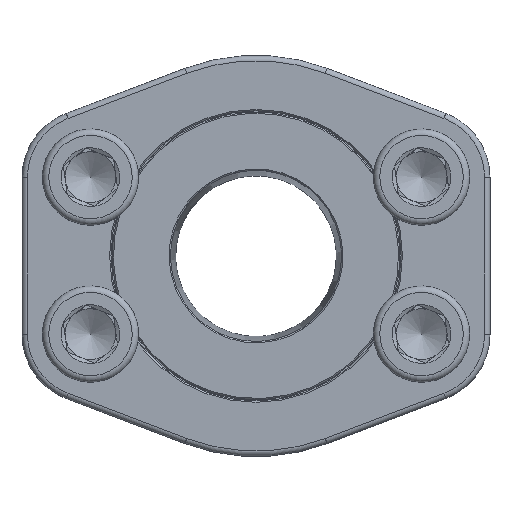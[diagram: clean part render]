
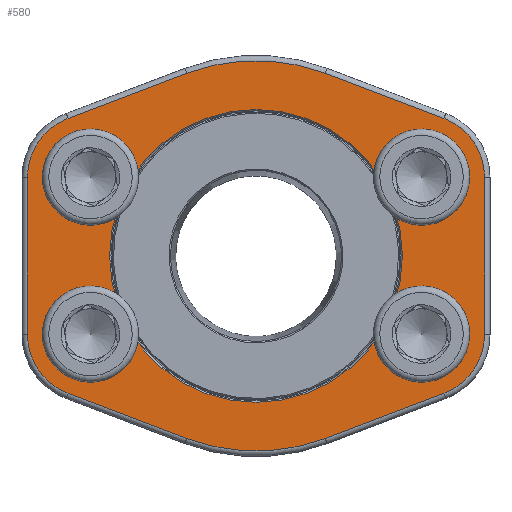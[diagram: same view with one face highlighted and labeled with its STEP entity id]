
A CAD part, top view. The second image highlights one B-rep face of the part: STEP entity #580.
In plain terms, the highlighted face is planar.
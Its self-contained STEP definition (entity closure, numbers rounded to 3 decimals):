
#210=LINE('',#3138,#270);
#211=LINE('',#3143,#271);
#212=LINE('',#3147,#272);
#213=LINE('',#3151,#273);
#214=LINE('',#3155,#274);
#215=LINE('',#3159,#275);
#270=VECTOR('',#2446,1.);
#271=VECTOR('',#2449,1.);
#272=VECTOR('',#2452,1.);
#273=VECTOR('',#2455,1.);
#274=VECTOR('',#2458,1.);
#275=VECTOR('',#2461,1.);
#436=FACE_BOUND('',#835,.T.);
#437=FACE_BOUND('',#836,.T.);
#438=FACE_BOUND('',#837,.T.);
#439=FACE_BOUND('',#838,.T.);
#440=FACE_BOUND('',#839,.T.);
#441=FACE_BOUND('',#840,.T.);
#580=ADVANCED_FACE('',(#436,#437,#438,#439,#440,#441),#671,.T.);
#671=PLANE('',#2001);
#835=EDGE_LOOP('',(#1186));
#836=EDGE_LOOP('',(#1187));
#837=EDGE_LOOP('',(#1188));
#838=EDGE_LOOP('',(#1189));
#839=EDGE_LOOP('',(#1190,#1191,#1192,#1193,#1194,#1195,#1196,#1197,#1198,
#1199,#1200,#1201));
#840=EDGE_LOOP('',(#1202));
#1186=ORIENTED_EDGE('',*,*,#1663,.T.);
#1187=ORIENTED_EDGE('',*,*,#1664,.T.);
#1188=ORIENTED_EDGE('',*,*,#1665,.T.);
#1189=ORIENTED_EDGE('',*,*,#1666,.T.);
#1190=ORIENTED_EDGE('',*,*,#1667,.T.);
#1191=ORIENTED_EDGE('',*,*,#1668,.T.);
#1192=ORIENTED_EDGE('',*,*,#1669,.T.);
#1193=ORIENTED_EDGE('',*,*,#1670,.T.);
#1194=ORIENTED_EDGE('',*,*,#1671,.T.);
#1195=ORIENTED_EDGE('',*,*,#1672,.T.);
#1196=ORIENTED_EDGE('',*,*,#1673,.T.);
#1197=ORIENTED_EDGE('',*,*,#1674,.T.);
#1198=ORIENTED_EDGE('',*,*,#1675,.T.);
#1199=ORIENTED_EDGE('',*,*,#1676,.T.);
#1200=ORIENTED_EDGE('',*,*,#1677,.T.);
#1201=ORIENTED_EDGE('',*,*,#1678,.T.);
#1202=ORIENTED_EDGE('',*,*,#1679,.T.);
#1470=VERTEX_POINT('',#3131);
#1471=VERTEX_POINT('',#3133);
#1472=VERTEX_POINT('',#3135);
#1473=VERTEX_POINT('',#3137);
#1474=VERTEX_POINT('',#3139);
#1475=VERTEX_POINT('',#3140);
#1476=VERTEX_POINT('',#3142);
#1477=VERTEX_POINT('',#3144);
#1478=VERTEX_POINT('',#3146);
#1479=VERTEX_POINT('',#3148);
#1480=VERTEX_POINT('',#3150);
#1481=VERTEX_POINT('',#3152);
#1482=VERTEX_POINT('',#3154);
#1483=VERTEX_POINT('',#3156);
#1484=VERTEX_POINT('',#3158);
#1485=VERTEX_POINT('',#3160);
#1486=VERTEX_POINT('',#3163);
#1663=EDGE_CURVE('',#1470,#1470,#1796,.T.);
#1664=EDGE_CURVE('',#1471,#1471,#1797,.T.);
#1665=EDGE_CURVE('',#1472,#1472,#1798,.T.);
#1666=EDGE_CURVE('',#1473,#1473,#1799,.T.);
#1667=EDGE_CURVE('',#1474,#1475,#210,.T.);
#1668=EDGE_CURVE('',#1475,#1476,#1800,.T.);
#1669=EDGE_CURVE('',#1476,#1477,#211,.T.);
#1670=EDGE_CURVE('',#1477,#1478,#1801,.T.);
#1671=EDGE_CURVE('',#1478,#1479,#212,.T.);
#1672=EDGE_CURVE('',#1479,#1480,#1802,.T.);
#1673=EDGE_CURVE('',#1480,#1481,#213,.T.);
#1674=EDGE_CURVE('',#1481,#1482,#1803,.T.);
#1675=EDGE_CURVE('',#1482,#1483,#214,.T.);
#1676=EDGE_CURVE('',#1483,#1484,#1804,.T.);
#1677=EDGE_CURVE('',#1484,#1485,#215,.T.);
#1678=EDGE_CURVE('',#1485,#1474,#1805,.T.);
#1679=EDGE_CURVE('',#1486,#1486,#1806,.T.);
#1796=CIRCLE('',#1990,13.);
#1797=CIRCLE('',#1991,13.);
#1798=CIRCLE('',#1992,13.);
#1799=CIRCLE('',#1993,13.);
#1800=CIRCLE('',#1994,23.6);
#1801=CIRCLE('',#1995,23.6);
#1802=CIRCLE('',#1996,73.);
#1803=CIRCLE('',#1997,23.6);
#1804=CIRCLE('',#1998,23.6);
#1805=CIRCLE('',#1999,73.);
#1806=CIRCLE('',#2000,54.75);
#1990=AXIS2_PLACEMENT_3D('',#3130,#2438,#2439);
#1991=AXIS2_PLACEMENT_3D('',#3132,#2440,#2441);
#1992=AXIS2_PLACEMENT_3D('',#3134,#2442,#2443);
#1993=AXIS2_PLACEMENT_3D('',#3136,#2444,#2445);
#1994=AXIS2_PLACEMENT_3D('',#3141,#2447,#2448);
#1995=AXIS2_PLACEMENT_3D('',#3145,#2450,#2451);
#1996=AXIS2_PLACEMENT_3D('',#3149,#2453,#2454);
#1997=AXIS2_PLACEMENT_3D('',#3153,#2456,#2457);
#1998=AXIS2_PLACEMENT_3D('',#3157,#2459,#2460);
#1999=AXIS2_PLACEMENT_3D('',#3161,#2462,#2463);
#2000=AXIS2_PLACEMENT_3D('',#3162,#2464,#2465);
#2001=AXIS2_PLACEMENT_3D('',#3164,#2466,#2467);
#2438=DIRECTION('',(0.,0.,1.));
#2439=DIRECTION('',(-1.,0.,0.));
#2440=DIRECTION('',(0.,0.,1.));
#2441=DIRECTION('',(-1.,0.,0.));
#2442=DIRECTION('',(0.,0.,1.));
#2443=DIRECTION('',(-1.,0.,0.));
#2444=DIRECTION('',(0.,0.,1.));
#2445=DIRECTION('',(-1.,0.,0.));
#2446=DIRECTION('',(-0.935,0.355,0.));
#2447=DIRECTION('',(0.,0.,-1.));
#2448=DIRECTION('',(-1.,0.,0.));
#2449=DIRECTION('',(0.,1.,0.));
#2450=DIRECTION('',(0.,0.,-1.));
#2451=DIRECTION('',(-1.,0.,0.));
#2452=DIRECTION('',(0.935,0.355,0.));
#2453=DIRECTION('',(0.,0.,-1.));
#2454=DIRECTION('',(-1.,0.,0.));
#2455=DIRECTION('',(0.935,-0.355,0.));
#2456=DIRECTION('',(0.,0.,-1.));
#2457=DIRECTION('',(-1.,0.,0.));
#2458=DIRECTION('',(0.,-1.,0.));
#2459=DIRECTION('',(0.,0.,-1.));
#2460=DIRECTION('',(-1.,0.,0.));
#2461=DIRECTION('',(-0.935,-0.355,0.));
#2462=DIRECTION('',(0.,0.,-1.));
#2463=DIRECTION('',(-1.,0.,0.));
#2464=DIRECTION('',(0.,0.,1.));
#2465=DIRECTION('',(-1.,0.,0.));
#2466=DIRECTION('',(0.,0.,-1.));
#2467=DIRECTION('',(-1.,0.,0.));
#3130=CARTESIAN_POINT('',(61.9,-29.35,0.));
#3131=CARTESIAN_POINT('',(48.9,-29.35,0.));
#3132=CARTESIAN_POINT('',(61.9,29.35,0.));
#3133=CARTESIAN_POINT('',(48.9,29.35,0.));
#3134=CARTESIAN_POINT('',(-61.9,29.35,0.));
#3135=CARTESIAN_POINT('',(-74.9,29.35,0.));
#3136=CARTESIAN_POINT('',(-61.9,-29.35,0.));
#3137=CARTESIAN_POINT('',(-74.9,-29.35,0.));
#3138=CARTESIAN_POINT('',(37.948,-92.477,0.));
#3139=CARTESIAN_POINT('',(-25.897,-68.252,0.));
#3140=CARTESIAN_POINT('',(-70.272,-51.415,0.));
#3141=CARTESIAN_POINT('',(-61.9,-29.35,0.));
#3142=CARTESIAN_POINT('',(-85.5,-29.35,0.));
#3143=CARTESIAN_POINT('',(-85.5,-29.35,0.));
#3144=CARTESIAN_POINT('',(-85.5,29.35,0.));
#3145=CARTESIAN_POINT('',(-61.9,29.35,0.));
#3146=CARTESIAN_POINT('',(-70.272,51.415,0.));
#3147=CARTESIAN_POINT('',(18.479,85.089,0.));
#3148=CARTESIAN_POINT('',(-25.897,68.252,0.));
#3149=CARTESIAN_POINT('',(0.,0.,0.));
#3150=CARTESIAN_POINT('',(25.897,68.252,0.));
#3151=CARTESIAN_POINT('',(89.741,44.028,0.));
#3152=CARTESIAN_POINT('',(70.272,51.415,0.));
#3153=CARTESIAN_POINT('',(61.9,29.35,0.));
#3154=CARTESIAN_POINT('',(85.5,29.35,0.));
#3155=CARTESIAN_POINT('',(85.5,-29.35,0.));
#3156=CARTESIAN_POINT('',(85.5,-29.35,0.));
#3157=CARTESIAN_POINT('',(61.9,-29.35,0.));
#3158=CARTESIAN_POINT('',(70.272,-51.415,0.));
#3159=CARTESIAN_POINT('',(70.272,-51.415,0.));
#3160=CARTESIAN_POINT('',(25.897,-68.252,0.));
#3161=CARTESIAN_POINT('',(0.,0.,0.));
#3162=CARTESIAN_POINT('',(0.,0.,0.));
#3163=CARTESIAN_POINT('',(-54.75,0.,0.));
#3164=CARTESIAN_POINT('',(61.9,-29.35,0.));
